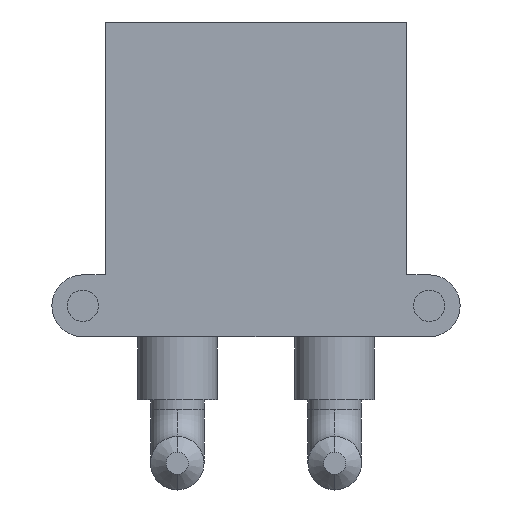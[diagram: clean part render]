
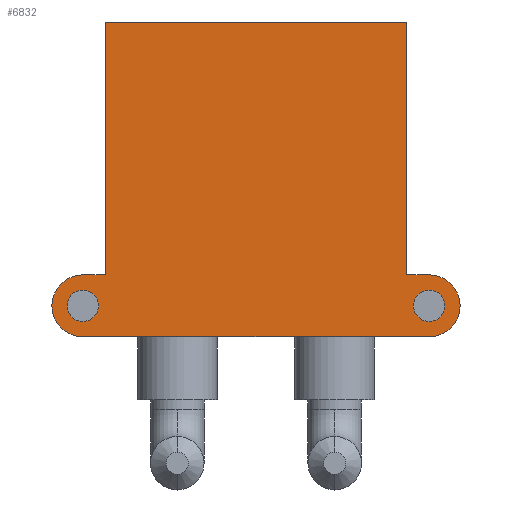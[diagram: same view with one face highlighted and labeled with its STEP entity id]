
A CAD part, front view. The second image highlights one B-rep face of the part: STEP entity #6832.
In plain terms, the highlighted planar face has unit normal (0, -1, 0).
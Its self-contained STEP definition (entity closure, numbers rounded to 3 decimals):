
#7 = ORIENTED_EDGE ( 'NONE', *, *, #8942, .T. ) ;
#54 = CARTESIAN_POINT ( 'NONE',  ( -4.793, -2.545, 1.969 ) ) ;
#146 = CARTESIAN_POINT ( 'NONE',  ( -4.793, -2.545, 0. ) ) ;
#212 = CIRCLE ( 'NONE', #12806, 0.5 ) ;
#371 = DIRECTION ( 'NONE',  ( 0., -1., 0. ) ) ;
#652 = VERTEX_POINT ( 'NONE', #4262 ) ;
#718 = CARTESIAN_POINT ( 'NONE',  ( 5.5, -2.545, 0.985 ) ) ;
#854 = CARTESIAN_POINT ( 'NONE',  ( 5.5, -2.545, 1.485 ) ) ;
#867 = AXIS2_PLACEMENT_3D ( 'NONE', #11914, #2259, #11864 ) ;
#976 = ORIENTED_EDGE ( 'NONE', *, *, #12778, .T. ) ;
#984 = CARTESIAN_POINT ( 'NONE',  ( -5.5, -2.545, 0.485 ) ) ;
#1054 = CIRCLE ( 'NONE', #7971, 0.5 ) ;
#1097 = CARTESIAN_POINT ( 'NONE',  ( 4.793, -2.545, 1.969 ) ) ;
#1422 = ORIENTED_EDGE ( 'NONE', *, *, #14040, .F. ) ;
#1573 = DIRECTION ( 'NONE',  ( 0., 0., -1. ) ) ;
#1595 = FACE_BOUND ( 'NONE', #13300, .T. ) ;
#1947 = EDGE_CURVE ( 'NONE', #8755, #12858, #4047, .T. ) ;
#2126 = VERTEX_POINT ( 'NONE', #7963 ) ;
#2245 = DIRECTION ( 'NONE',  ( 0., 0., 1. ) ) ;
#2259 = DIRECTION ( 'NONE',  ( 0., -1., 0. ) ) ;
#2329 = ORIENTED_EDGE ( 'NONE', *, *, #3259, .T. ) ;
#2342 = DIRECTION ( 'NONE',  ( 0., -1., 0. ) ) ;
#2539 = VERTEX_POINT ( 'NONE', #13435 ) ;
#2650 = DIRECTION ( 'NONE',  ( 0., -1., 0. ) ) ;
#2702 = CARTESIAN_POINT ( 'NONE',  ( 5.5, -2.545, 1.969 ) ) ;
#2749 = DIRECTION ( 'NONE',  ( 0., 0., 1. ) ) ;
#2761 = CIRCLE ( 'NONE', #867, 0.5 ) ;
#3035 = VERTEX_POINT ( 'NONE', #54 ) ;
#3105 = DIRECTION ( 'NONE',  ( 0., 0., 1. ) ) ;
#3133 = ORIENTED_EDGE ( 'NONE', *, *, #9649, .T. ) ;
#3259 = EDGE_CURVE ( 'NONE', #4736, #3035, #12578, .T. ) ;
#3339 = VECTOR ( 'NONE', #11999, 1000. ) ;
#3384 = DIRECTION ( 'NONE',  ( 1., 0., 0. ) ) ;
#3410 = DIRECTION ( 'NONE',  ( 0., 0., 1. ) ) ;
#3453 = EDGE_CURVE ( 'NONE', #652, #9921, #6443, .T. ) ;
#3466 = EDGE_LOOP ( 'NONE', ( #4128, #12598 ) ) ;
#3559 = EDGE_CURVE ( 'NONE', #10494, #7367, #1054, .T. ) ;
#3562 = AXIS2_PLACEMENT_3D ( 'NONE', #5945, #15236, #3410 ) ;
#3923 = CARTESIAN_POINT ( 'NONE',  ( 4.793, -2.545, 10. ) ) ;
#4047 = CIRCLE ( 'NONE', #10654, 0.985 ) ;
#4088 = VECTOR ( 'NONE', #8588, 1000. ) ;
#4128 = ORIENTED_EDGE ( 'NONE', *, *, #3559, .F. ) ;
#4262 = CARTESIAN_POINT ( 'NONE',  ( 4.793, -2.545, 10. ) ) ;
#4446 = DIRECTION ( 'NONE',  ( -1., 0., 0. ) ) ;
#4709 = EDGE_CURVE ( 'NONE', #6015, #2126, #8208, .T. ) ;
#4736 = VERTEX_POINT ( 'NONE', #5808 ) ;
#4846 = AXIS2_PLACEMENT_3D ( 'NONE', #13418, #371, #1573 ) ;
#5099 = EDGE_CURVE ( 'NONE', #2126, #6015, #212, .T. ) ;
#5430 = DIRECTION ( 'NONE',  ( 0., 0., -1. ) ) ;
#5762 = CARTESIAN_POINT ( 'NONE',  ( -5.5, -2.545, 0.985 ) ) ;
#5808 = CARTESIAN_POINT ( 'NONE',  ( -4.793, -2.545, 10. ) ) ;
#5863 = FACE_BOUND ( 'NONE', #3466, .T. ) ;
#5870 = CARTESIAN_POINT ( 'NONE',  ( -4.793, -2.545, 10. ) ) ;
#5945 = CARTESIAN_POINT ( 'NONE',  ( -4.793, -2.545, 10. ) ) ;
#6015 = VERTEX_POINT ( 'NONE', #984 ) ;
#6149 = CARTESIAN_POINT ( 'NONE',  ( -5.5, -2.545, 1.969 ) ) ;
#6172 = DIRECTION ( 'NONE',  ( 0., 0., -1. ) ) ;
#6368 = EDGE_CURVE ( 'NONE', #12858, #9921, #6475, .T. ) ;
#6443 = LINE ( 'NONE', #3923, #8655 ) ;
#6475 = LINE ( 'NONE', #11556, #15396 ) ;
#6493 = LINE ( 'NONE', #146, #3339 ) ;
#6530 = CARTESIAN_POINT ( 'NONE',  ( -5.5, -2.545, 0.985 ) ) ;
#6832 = ADVANCED_FACE ( 'NONE', ( #1595, #5863, #8435 ), #11656, .F. ) ;
#6920 = VERTEX_POINT ( 'NONE', #6149 ) ;
#7367 = VERTEX_POINT ( 'NONE', #15268 ) ;
#7963 = CARTESIAN_POINT ( 'NONE',  ( -5.5, -2.545, 1.485 ) ) ;
#7971 = AXIS2_PLACEMENT_3D ( 'NONE', #718, #13447, #2749 ) ;
#8161 = LINE ( 'NONE', #12055, #4088 ) ;
#8208 = CIRCLE ( 'NONE', #9081, 0.5 ) ;
#8435 = FACE_OUTER_BOUND ( 'NONE', #11055, .T. ) ;
#8588 = DIRECTION ( 'NONE',  ( -1., 0., 0. ) ) ;
#8655 = VECTOR ( 'NONE', #8695, 1000. ) ;
#8664 = CIRCLE ( 'NONE', #4846, 0.985 ) ;
#8695 = DIRECTION ( 'NONE',  ( 0., 0., -1. ) ) ;
#8755 = VERTEX_POINT ( 'NONE', #11682 ) ;
#8942 = EDGE_CURVE ( 'NONE', #3035, #6920, #8161, .T. ) ;
#9081 = AXIS2_PLACEMENT_3D ( 'NONE', #5762, #2342, #2245 ) ;
#9476 = EDGE_CURVE ( 'NONE', #7367, #10494, #2761, .T. ) ;
#9596 = ORIENTED_EDGE ( 'NONE', *, *, #4709, .F. ) ;
#9649 = EDGE_CURVE ( 'NONE', #6920, #2539, #8664, .T. ) ;
#9771 = ORIENTED_EDGE ( 'NONE', *, *, #1947, .T. ) ;
#9779 = LINE ( 'NONE', #5870, #11621 ) ;
#9921 = VERTEX_POINT ( 'NONE', #1097 ) ;
#10115 = DIRECTION ( 'NONE',  ( 0., -1., 0. ) ) ;
#10494 = VERTEX_POINT ( 'NONE', #854 ) ;
#10654 = AXIS2_PLACEMENT_3D ( 'NONE', #13201, #2650, #6172 ) ;
#11055 = EDGE_LOOP ( 'NONE', ( #2329, #7, #3133, #976, #9771, #12900, #12226, #1422 ) ) ;
#11270 = CARTESIAN_POINT ( 'NONE',  ( -4.793, -2.545, 10. ) ) ;
#11556 = CARTESIAN_POINT ( 'NONE',  ( -5.5, -2.545, 1.969 ) ) ;
#11621 = VECTOR ( 'NONE', #3384, 1000. ) ;
#11656 = PLANE ( 'NONE',  #3562 ) ;
#11682 = CARTESIAN_POINT ( 'NONE',  ( 5.5, -2.545, 0. ) ) ;
#11864 = DIRECTION ( 'NONE',  ( 0., 0., 1. ) ) ;
#11914 = CARTESIAN_POINT ( 'NONE',  ( 5.5, -2.545, 0.985 ) ) ;
#11999 = DIRECTION ( 'NONE',  ( 1., 0., 0. ) ) ;
#12055 = CARTESIAN_POINT ( 'NONE',  ( -5.5, -2.545, 1.969 ) ) ;
#12226 = ORIENTED_EDGE ( 'NONE', *, *, #3453, .F. ) ;
#12578 = LINE ( 'NONE', #11270, #13716 ) ;
#12598 = ORIENTED_EDGE ( 'NONE', *, *, #9476, .F. ) ;
#12778 = EDGE_CURVE ( 'NONE', #2539, #8755, #6493, .T. ) ;
#12806 = AXIS2_PLACEMENT_3D ( 'NONE', #6530, #10115, #3105 ) ;
#12858 = VERTEX_POINT ( 'NONE', #2702 ) ;
#12900 = ORIENTED_EDGE ( 'NONE', *, *, #6368, .T. ) ;
#13201 = CARTESIAN_POINT ( 'NONE',  ( 5.5, -2.545, 0.985 ) ) ;
#13254 = ORIENTED_EDGE ( 'NONE', *, *, #5099, .F. ) ;
#13300 = EDGE_LOOP ( 'NONE', ( #13254, #9596 ) ) ;
#13418 = CARTESIAN_POINT ( 'NONE',  ( -5.5, -2.545, 0.985 ) ) ;
#13435 = CARTESIAN_POINT ( 'NONE',  ( -5.5, -2.545, 0. ) ) ;
#13447 = DIRECTION ( 'NONE',  ( 0., -1., 0. ) ) ;
#13716 = VECTOR ( 'NONE', #5430, 1000. ) ;
#14040 = EDGE_CURVE ( 'NONE', #4736, #652, #9779, .T. ) ;
#15236 = DIRECTION ( 'NONE',  ( 0., 1., 0. ) ) ;
#15268 = CARTESIAN_POINT ( 'NONE',  ( 5.5, -2.545, 0.485 ) ) ;
#15396 = VECTOR ( 'NONE', #4446, 1000. ) ;
